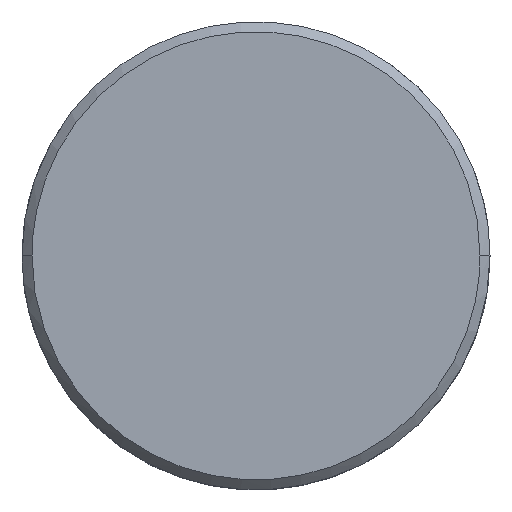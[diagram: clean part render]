
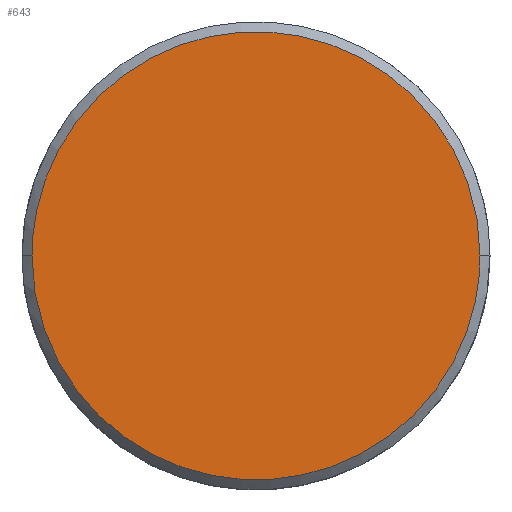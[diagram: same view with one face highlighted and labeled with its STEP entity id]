
A CAD part, top view. The second image highlights one B-rep face of the part: STEP entity #643.
In plain terms, the highlighted free-form (B-spline) face has degree [1, 1] with [2, 2] control points.
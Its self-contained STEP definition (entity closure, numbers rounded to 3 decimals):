
#175 = EDGE_CURVE('',#176,#178,#180,.T.);
#176 = VERTEX_POINT('',#177);
#177 = CARTESIAN_POINT('',(56.243,0.,0.));
#178 = VERTEX_POINT('',#179);
#179 = CARTESIAN_POINT('',(-56.243,0.,0.));
#180 = ( BOUNDED_CURVE() B_SPLINE_CURVE(2,(#181,#182,#183,#184,#185),
.UNSPECIFIED.,.F.,.F.) B_SPLINE_CURVE_WITH_KNOTS((3,2,3),(3.142,
4.712,6.283),.PIECEWISE_BEZIER_KNOTS.) CURVE() 
GEOMETRIC_REPRESENTATION_ITEM() RATIONAL_B_SPLINE_CURVE((1.,
0.707,1.,0.707,1.)) REPRESENTATION_ITEM('') );
#181 = CARTESIAN_POINT('',(56.243,0.,0.));
#182 = CARTESIAN_POINT('',(56.243,56.243,0.));
#183 = CARTESIAN_POINT('',(0.,56.243,0.));
#184 = CARTESIAN_POINT('',(-56.243,56.243,0.));
#185 = CARTESIAN_POINT('',(-56.243,0.,0.));
#643 = ADVANCED_FACE('',(#644),#655,.F.);
#644 = FACE_BOUND('',#645,.T.);
#645 = EDGE_LOOP('',(#646,#654));
#646 = ORIENTED_EDGE('',*,*,#647,.T.);
#647 = EDGE_CURVE('',#178,#176,#648,.T.);
#648 = ( BOUNDED_CURVE() B_SPLINE_CURVE(2,(#649,#650,#651,#652,#653),
.UNSPECIFIED.,.F.,.F.) B_SPLINE_CURVE_WITH_KNOTS((3,2,3),(0.,
1.571,3.142),.PIECEWISE_BEZIER_KNOTS.) CURVE() 
GEOMETRIC_REPRESENTATION_ITEM() RATIONAL_B_SPLINE_CURVE((1.,
0.707,1.,0.707,1.)) REPRESENTATION_ITEM('') );
#649 = CARTESIAN_POINT('',(-56.243,0.,0.));
#650 = CARTESIAN_POINT('',(-56.243,-56.243,0.));
#651 = CARTESIAN_POINT('',(0.,-56.243,0.));
#652 = CARTESIAN_POINT('',(56.243,-56.243,0.));
#653 = CARTESIAN_POINT('',(56.243,0.,0.));
#654 = ORIENTED_EDGE('',*,*,#175,.T.);
#655 = B_SPLINE_SURFACE_WITH_KNOTS('',1,1,(
    (#656,#657)
    ,(#658,#659
    )),.UNSPECIFIED.,.F.,.F.,.F.,(2,2),(2,2),(-92.,-2.),(-45.,45.),
  .PIECEWISE_BEZIER_KNOTS.);
#656 = CARTESIAN_POINT('',(56.243,-56.243,0.));
#657 = CARTESIAN_POINT('',(56.243,56.243,0.));
#658 = CARTESIAN_POINT('',(-56.243,-56.243,0.));
#659 = CARTESIAN_POINT('',(-56.243,56.243,0.));
